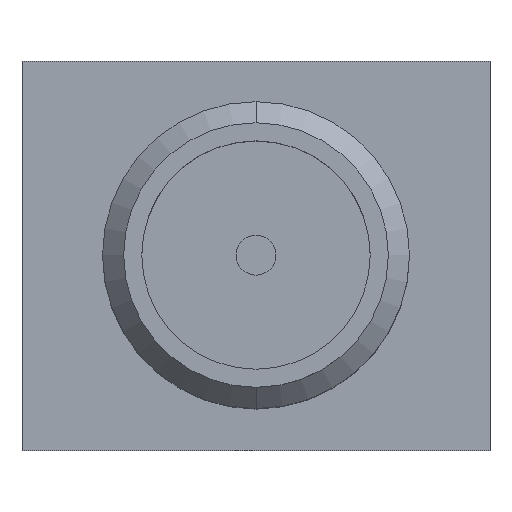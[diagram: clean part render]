
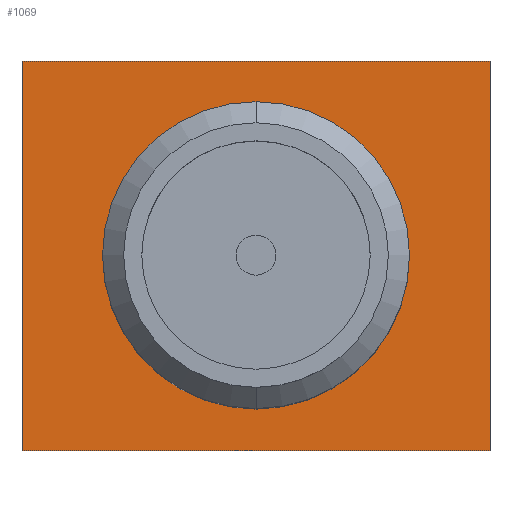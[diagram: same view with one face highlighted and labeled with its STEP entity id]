
A CAD part, top view. The second image highlights one B-rep face of the part: STEP entity #1069.
In plain terms, the highlighted planar face has unit normal (0, 0, 1).
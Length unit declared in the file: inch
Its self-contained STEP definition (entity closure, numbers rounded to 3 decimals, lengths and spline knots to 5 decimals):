
#290=DIRECTION('',(0.,-1.,0.));
#291=VECTOR('',#290,0.312);
#292=CARTESIAN_POINT('',(0.1875,0.156,-0.41));
#293=LINE('',#292,#291);
#294=DIRECTION('',(-1.,0.,0.));
#295=VECTOR('',#294,0.375);
#296=CARTESIAN_POINT('',(0.1875,-0.156,-0.41));
#297=LINE('',#296,#295);
#298=DIRECTION('',(0.,1.,0.));
#299=VECTOR('',#298,0.312);
#300=CARTESIAN_POINT('',(-0.1875,-0.156,-0.41));
#301=LINE('',#300,#299);
#302=DIRECTION('',(1.,0.,0.));
#303=VECTOR('',#302,0.375);
#304=CARTESIAN_POINT('',(-0.1875,0.156,-0.41));
#305=LINE('',#304,#303);
#306=CARTESIAN_POINT('',(0.,0.,-0.41));
#307=DIRECTION('',(0.,0.,1.));
#308=DIRECTION('',(0.,-1.,0.));
#309=AXIS2_PLACEMENT_3D('',#306,#307,#308);
#311=CARTESIAN_POINT('',(0.,0.,-0.41));
#312=DIRECTION('',(0.,0.,1.));
#313=DIRECTION('',(0.,1.,0.));
#314=AXIS2_PLACEMENT_3D('',#311,#312,#313);
#606=CARTESIAN_POINT('',(0.1875,0.156,-0.41));
#607=CARTESIAN_POINT('',(0.1875,-0.156,-0.41));
#608=VERTEX_POINT('',#606);
#609=VERTEX_POINT('',#607);
#610=CARTESIAN_POINT('',(-0.1875,-0.156,-0.41));
#611=VERTEX_POINT('',#610);
#612=CARTESIAN_POINT('',(-0.1875,0.156,-0.41));
#613=VERTEX_POINT('',#612);
#682=CARTESIAN_POINT('',(0.,-0.1,-0.41));
#683=CARTESIAN_POINT('',(0.,0.1,-0.41));
#684=VERTEX_POINT('',#682);
#685=VERTEX_POINT('',#683);
#1051=CARTESIAN_POINT('',(0.,0.,-0.41));
#1052=DIRECTION('',(0.,0.,-1.));
#1053=DIRECTION('',(1.,0.,0.));
#1054=AXIS2_PLACEMENT_3D('',#1051,#1052,#1053);
#1055=PLANE('',#1054);
#1057=ORIENTED_EDGE('',*,*,#1056,.T.);
#1058=ORIENTED_EDGE('',*,*,#1041,.T.);
#1059=ORIENTED_EDGE('',*,*,#834,.T.);
#1060=ORIENTED_EDGE('',*,*,#866,.T.);
#1061=EDGE_LOOP('',(#1057,#1058,#1059,#1060));
#1062=FACE_OUTER_BOUND('',#1061,.F.);
#1064=ORIENTED_EDGE('',*,*,#1063,.T.);
#1066=ORIENTED_EDGE('',*,*,#1065,.T.);
#1067=EDGE_LOOP('',(#1064,#1066));
#1068=FACE_BOUND('',#1067,.F.);
#1069=ADVANCED_FACE('',(#1062,#1068),#1055,.F.);
#310=CIRCLE('',#309,0.1);
#315=CIRCLE('',#314,0.1);
#834=EDGE_CURVE('',#611,#613,#301,.T.);
#866=EDGE_CURVE('',#613,#608,#305,.T.);
#1041=EDGE_CURVE('',#609,#611,#297,.T.);
#1056=EDGE_CURVE('',#608,#609,#293,.T.);
#1063=EDGE_CURVE('',#684,#685,#310,.T.);
#1065=EDGE_CURVE('',#685,#684,#315,.T.);
